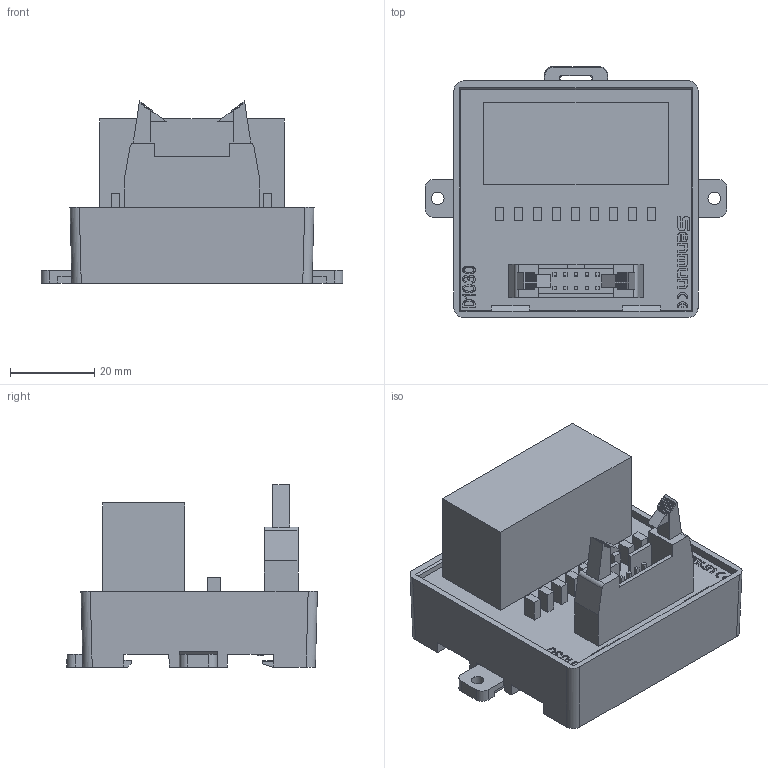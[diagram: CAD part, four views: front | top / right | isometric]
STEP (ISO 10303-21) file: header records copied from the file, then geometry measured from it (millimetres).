
FILE_DESCRIPTION(/* description */ (''),/* implementation_level */ '2;1');
FILE_NAME(/* name */ 'D1030-E.stp',/* time_stamp */ '2024-08-08T10:39:46+08:00',/* author */ (''),/* organization */ (''),/* preprocessor_version */ 'ST-DEVELOPER v14',/* originating_system */ 'SIEMENS PLM Software NX 8.0',/* authorisation */ '');
FILE_SCHEMA (('AUTOMOTIVE_DESIGN { 1 0 10303 214 3 1 1 1 }'));
Length unit declared in the file: millimetre
Products named in the file (1): D1030-E 3D_stp
Bounding box: 71.6 x 59.51 x 43.25 mm (x, y, z)
Volume: 64981.6 mm3; surface area: 23120.1 mm2
Topology: 3 solids, 3 shells, 815 faces, 2167 edges, 1436 vertices
Faces by surface type: plane 744, cylinder 53, extrusion 12, cone 4, bspline 2
Full cylindrical faces by diameter (mm): 3 x2, 5.3 x10
Entity records: 26839 total; most frequent: CARTESIAN_POINT 5307, ORIENTED_EDGE 4302, DIRECTION 3859, EDGE_CURVE 2151, VECTOR 2015, LINE 2003, VERTEX_POINT 1436, AXIS2_PLACEMENT_3D 922
